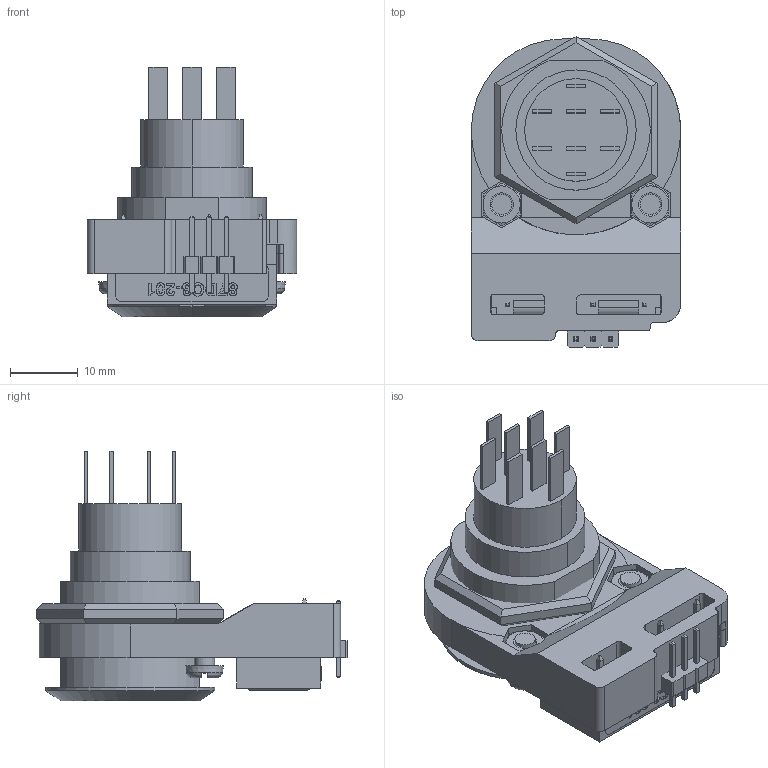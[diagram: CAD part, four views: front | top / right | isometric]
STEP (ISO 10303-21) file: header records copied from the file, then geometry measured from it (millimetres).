
FILE_DESCRIPTION(('FreeCAD Model'),'2;1');
FILE_NAME('./3dholder_left_asm.stp','2020-08-24T20:41:43',(''),(''), 'Open CASCADE STEP processor 7.3','FreeCAD','Unknown');
FILE_SCHEMA(('AUTOMOTIVE_DESIGN { 1 0 10303 214 1 1 1 1 }'));
Length unit declared in the file: millimetre
Products named in the file (10): 3dholder_left_asm_Part; PinHeader_1x03_P254mm_Vertical; RSpro_PowerButton_Blue; M3x6-Screw001; M3x6-Screw; 3d_holder_left_v004; HexNut_M19_thin; M3-Nut; M3-Nut001; Compound_Grayhill_87DC3-201
Assembly tree (9 placements, depth 2):
  3dholder_left_asm_Part
    PinHeader_1x03_P254mm_Vertical
    RSpro_PowerButton_Blue
    M3x6-Screw001
    M3x6-Screw
    3d_holder_left_v004
    HexNut_M19_thin
    M3-Nut
    M3-Nut001
    Compound_Grayhill_87DC3-201
Bounding box: 31 x 46.02 x 37 mm (x, y, z)
Volume: 16991.1 mm3; surface area: 11464.3 mm2
Topology: 26 solids, 26 shells, 732 faces, 3698 edges, 8684 vertices
Faces by surface type: plane 482, extrusion 127, cylinder 79, cone 36, revolution 4, torus 3, bspline 1
Full cylindrical faces by diameter (mm): 2.459 x2, 3 x3, 3.1 x2, 3.6 x1, 19 x1
Entity records: 44573 total; most frequent: CARTESIAN_POINT 15130, DIRECTION 4614, ORIENTED_EDGE 3632, VECTOR 2708, LINE 2581, GEOMETRIC_CURVE_SET 1883, TRIMMED_CURVE 1882, EDGE_CURVE 1816
